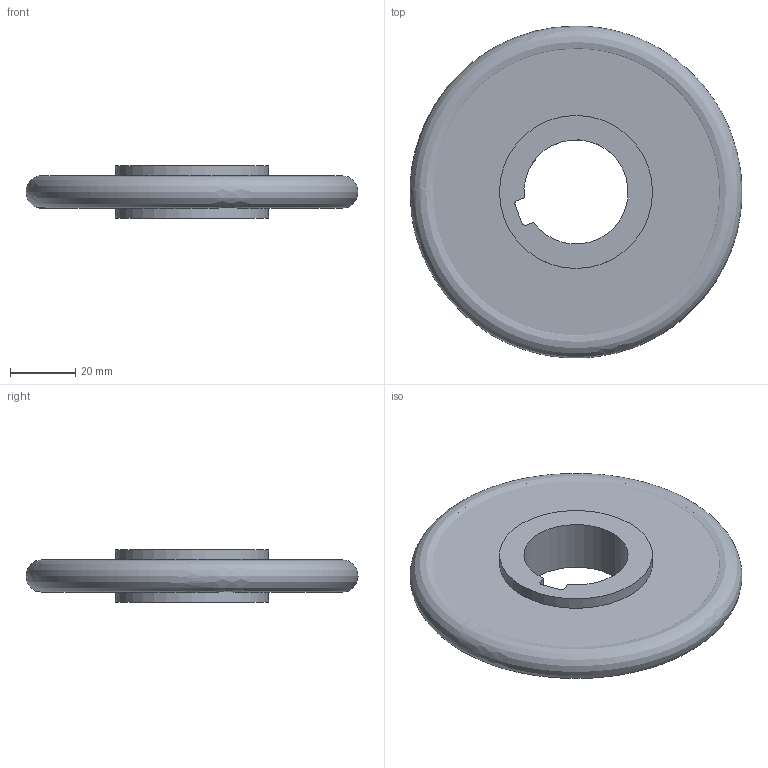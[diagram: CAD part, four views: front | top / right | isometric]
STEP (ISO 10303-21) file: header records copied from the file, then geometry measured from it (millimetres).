
FILE_DESCRIPTION(/* description */ (''),/* implementation_level */ '2;1');
FILE_NAME(/* name */ '1699338195720.stp',/* time_stamp */ '2023-11-07T11:53:28+05:00',/* author */ (''),/* organization */ ('SMS'),/* preprocessor_version */ 'ST-DEVELOPER v16.7',/* originating_system */ 'SIEMENS PLM Software NX 12.0',/* authorisation */ '');
FILE_SCHEMA (('AUTOMOTIVE_DESIGN { 1 0 10303 214 3 1 1 1 }'));
Length unit declared in the file: millimetre
Products named in the file (4): 204999633mod000_00; ASSEMBLY_CONSTRUCTION; 204999625mod000_00; 204999626mod000_00
Assembly tree (3 placements, depth 2):
  204999626mod000_00
    204999625mod000_00
    ASSEMBLY_CONSTRUCTION
    204999633mod000_00
Bounding box: 101.95 x 101.95 x 16 mm (x, y, z)
Volume: 89011.1 mm3; surface area: 27337.4 mm2
Topology: 2 solids, 2 shells, 14 faces, 30 edges, 35 vertices
Faces by surface type: plane 7, cylinder 5, revolution 1, bspline 1
Full cylindrical faces by diameter (mm): 47 x2
Entity records: 3034 total; most frequent: CARTESIAN_POINT 2470, DIRECTION 99, ORIENTED_EDGE 48, AXIS2_PLACEMENT_3D 43, STYLED_ITEM 32, PRESENTATION_STYLE_ASSIGNMENT 32, EDGE_CURVE 24, EDGE_LOOP 20
